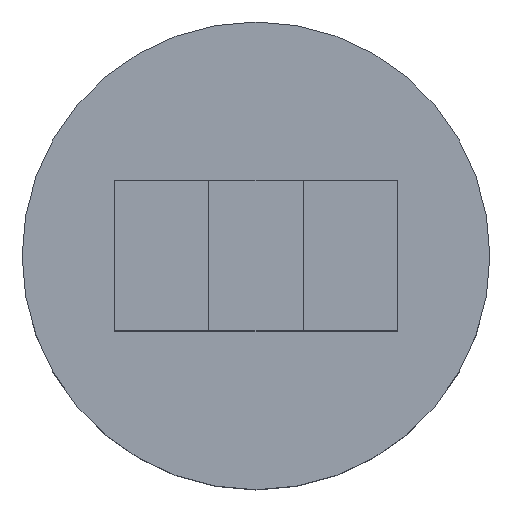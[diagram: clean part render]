
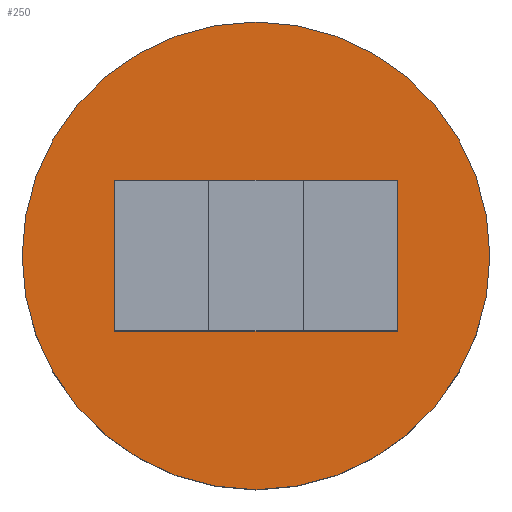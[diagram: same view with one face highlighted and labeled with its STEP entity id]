
A CAD part, top view. The second image highlights one B-rep face of the part: STEP entity #250.
In plain terms, the highlighted planar face has unit normal (0, 0, 1).
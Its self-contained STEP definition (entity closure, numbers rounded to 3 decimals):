
#10 = CARTESIAN_POINT ( 'NONE',  ( -75., 0., 80. ) ) ;
#26 = LINE ( 'NONE', #10, #187 ) ;
#29 = ORIENTED_EDGE ( 'NONE', *, *, #368, .T. ) ;
#35 = LINE ( 'NONE', #340, #131 ) ;
#37 = VERTEX_POINT ( 'NONE', #428 ) ;
#43 = ORIENTED_EDGE ( 'NONE', *, *, #95, .T. ) ;
#52 = EDGE_LOOP ( 'NONE', ( #29, #441, #43, #386 ) ) ;
#59 = CIRCLE ( 'NONE', #223, 124.361 ) ;
#63 = CARTESIAN_POINT ( 'NONE',  ( 0., 0., 80. ) ) ;
#67 = DIRECTION ( 'NONE',  ( 0., -1., 0. ) ) ;
#71 = DIRECTION ( 'NONE',  ( 0., 0., 1. ) ) ;
#76 = VERTEX_POINT ( 'NONE', #143 ) ;
#83 = CARTESIAN_POINT ( 'NONE',  ( 75., -40., 80. ) ) ;
#87 = DIRECTION ( 'NONE',  ( 0., 0., 1. ) ) ;
#94 = ORIENTED_EDGE ( 'NONE', *, *, #356, .T. ) ;
#95 = EDGE_CURVE ( 'NONE', #426, #37, #168, .T. ) ;
#111 = VERTEX_POINT ( 'NONE', #475 ) ;
#131 = VECTOR ( 'NONE', #67, 1000. ) ;
#135 = EDGE_CURVE ( 'NONE', #37, #413, #26, .T. ) ;
#143 = CARTESIAN_POINT ( 'NONE',  ( -124.361, 0., 80. ) ) ;
#161 = DIRECTION ( 'NONE',  ( 1., 0., 0. ) ) ;
#166 = FACE_OUTER_BOUND ( 'NONE', #307, .T. ) ;
#168 = LINE ( 'NONE', #233, #286 ) ;
#187 = VECTOR ( 'NONE', #283, 1000. ) ;
#220 = FACE_BOUND ( 'NONE', #52, .T. ) ;
#223 = AXIS2_PLACEMENT_3D ( 'NONE', #300, #71, #161 ) ;
#228 = EDGE_CURVE ( 'NONE', #279, #426, #35, .T. ) ;
#233 = CARTESIAN_POINT ( 'NONE',  ( 0., -40., 80. ) ) ;
#241 = PLANE ( 'NONE',  #270 ) ;
#250 = ADVANCED_FACE ( 'NONE', ( #166, #220 ), #241, .T. ) ;
#270 = AXIS2_PLACEMENT_3D ( 'NONE', #63, #567, #288 ) ;
#279 = VERTEX_POINT ( 'NONE', #394 ) ;
#283 = DIRECTION ( 'NONE',  ( 0., 1., 0. ) ) ;
#286 = VECTOR ( 'NONE', #331, 1000. ) ;
#288 = DIRECTION ( 'NONE',  ( 1., 0., 0. ) ) ;
#299 = EDGE_CURVE ( 'NONE', #76, #111, #59, .T. ) ;
#300 = CARTESIAN_POINT ( 'NONE',  ( 0., 0., 80. ) ) ;
#307 = EDGE_LOOP ( 'NONE', ( #315, #94 ) ) ;
#315 = ORIENTED_EDGE ( 'NONE', *, *, #299, .T. ) ;
#316 = CARTESIAN_POINT ( 'NONE',  ( 0., 0., 80. ) ) ;
#331 = DIRECTION ( 'NONE',  ( -1., 0., 0. ) ) ;
#340 = CARTESIAN_POINT ( 'NONE',  ( 75., 0., 80. ) ) ;
#356 = EDGE_CURVE ( 'NONE', #111, #76, #507, .T. ) ;
#368 = EDGE_CURVE ( 'NONE', #413, #279, #555, .T. ) ;
#386 = ORIENTED_EDGE ( 'NONE', *, *, #135, .T. ) ;
#394 = CARTESIAN_POINT ( 'NONE',  ( 75., 40., 80. ) ) ;
#413 = VERTEX_POINT ( 'NONE', #591 ) ;
#426 = VERTEX_POINT ( 'NONE', #83 ) ;
#428 = CARTESIAN_POINT ( 'NONE',  ( -75., -40., 80. ) ) ;
#430 = VECTOR ( 'NONE', #545, 1000. ) ;
#441 = ORIENTED_EDGE ( 'NONE', *, *, #228, .T. ) ;
#475 = CARTESIAN_POINT ( 'NONE',  ( 124.361, 0., 80. ) ) ;
#500 = DIRECTION ( 'NONE',  ( 1., 0., 0. ) ) ;
#507 = CIRCLE ( 'NONE', #531, 124.361 ) ;
#531 = AXIS2_PLACEMENT_3D ( 'NONE', #316, #87, #500 ) ;
#545 = DIRECTION ( 'NONE',  ( 1., 0., 0. ) ) ;
#553 = CARTESIAN_POINT ( 'NONE',  ( 0., 40., 80. ) ) ;
#555 = LINE ( 'NONE', #553, #430 ) ;
#567 = DIRECTION ( 'NONE',  ( 0., 0., 1. ) ) ;
#591 = CARTESIAN_POINT ( 'NONE',  ( -75., 40., 80. ) ) ;
